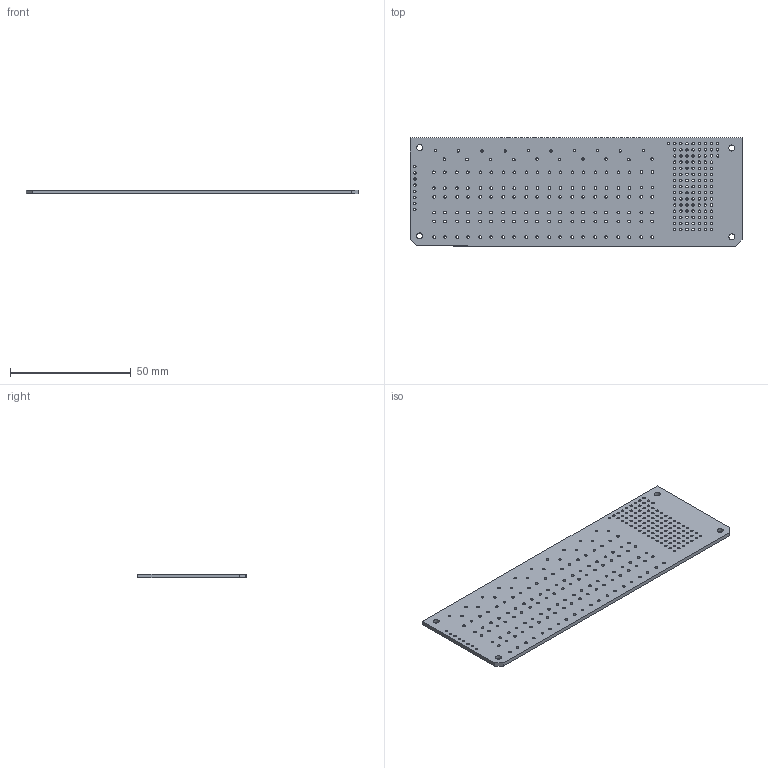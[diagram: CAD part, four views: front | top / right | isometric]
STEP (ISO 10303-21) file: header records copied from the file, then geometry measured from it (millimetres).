
FILE_DESCRIPTION(('KiCad electronic assembly'),'2;1');
FILE_NAME('wikiboard.stp','2021-05-13T13:25:24',('An Author'),( 'A Company'),'Open CASCADE STEP processor 7.5', 'KiCad to STEP converter','Unknown');
FILE_SCHEMA(('AUTOMOTIVE_DESIGN { 1 0 10303 214 1 1 1 1 }'));
Length unit declared in the file: millimetre
Products named in the file (2): Open CASCADE STEP translator 7.5 1; COMPOUND
Assembly tree (1 placements, depth 2):
  Open CASCADE STEP translator 7.5 1
    COMPOUND
Bounding box: 137.4 x 44.8 x 1.6 mm (x, y, z)
Volume: 9444.7 mm3; surface area: 13786.9 mm2
Topology: 1 solids, 1 shells, 269 faces, 801 edges, 534 vertices
Faces by surface type: cylinder 261, plane 8
Full cylindrical faces by diameter (mm): 1 x136, 1.1 x121, 2.5 x4
Entity records: 22427 total; most frequent: CARTESIAN_POINT 6340, DIRECTION 2945, ORIENTED_EDGE 1602, PCURVE 1602, DEFINITIONAL_REPRESENTATION 1602, LINE 1359, VECTOR 1359, EDGE_CURVE 801
